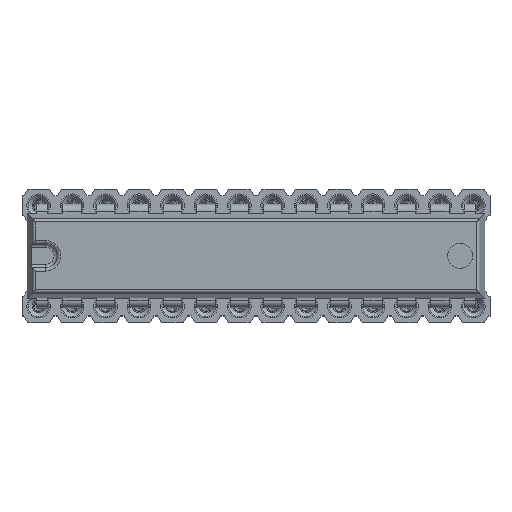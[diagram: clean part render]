
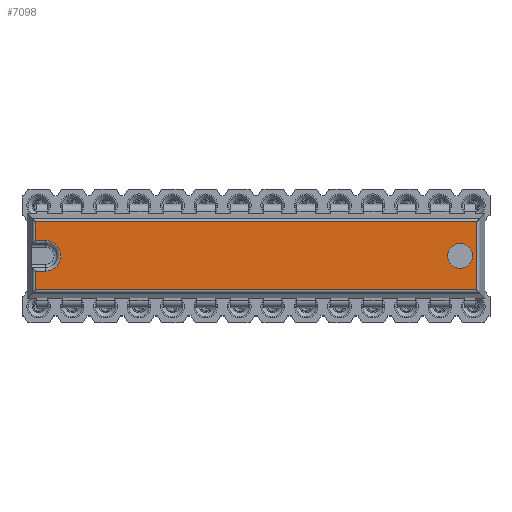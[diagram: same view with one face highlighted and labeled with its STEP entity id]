
A CAD part, top view. The second image highlights one B-rep face of the part: STEP entity #7098.
In plain terms, the highlighted planar face has unit normal (0, 0, 1).
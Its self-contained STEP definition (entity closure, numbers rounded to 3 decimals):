
#7098=ADVANCED_FACE('',(#16494,#16496),#16498,.T.);
#16494=FACE_BOUND('',#16495,.T.);
#16495=EDGE_LOOP('',(#22461,#22462,#22463,#22464,#22465,#22466,#22467,#22468));
#16496=FACE_BOUND('',#16497,.T.);
#16497=EDGE_LOOP('',(#22469));
#16498=PLANE('',#16499);
#16499=AXIS2_PLACEMENT_3D('',#16500,#16501,#16502);
#16500=CARTESIAN_POINT('',(0.,0.,3.9));
#16501=DIRECTION('',(0.,0.,1.));
#16502=DIRECTION('',(1.,0.,0.));
#22461=ORIENTED_EDGE('',*,*,#26207,.T.);
#22462=ORIENTED_EDGE('',*,*,#26215,.T.);
#22463=ORIENTED_EDGE('',*,*,#26213,.T.);
#22464=ORIENTED_EDGE('',*,*,#26212,.T.);
#22465=ORIENTED_EDGE('',*,*,#26198,.T.);
#22466=ORIENTED_EDGE('',*,*,#26196,.T.);
#22467=ORIENTED_EDGE('',*,*,#26194,.T.);
#22468=ORIENTED_EDGE('',*,*,#26210,.T.);
#22469=ORIENTED_EDGE('',*,*,#26216,.T.);
#26194=EDGE_CURVE('',#29725,#29723,#29726,.T.);
#26196=EDGE_CURVE('',#29728,#29725,#29729,.T.);
#26198=EDGE_CURVE('',#29731,#29728,#29732,.T.);
#26207=EDGE_CURVE('',#29745,#29746,#29747,.F.);
#26210=EDGE_CURVE('',#29723,#29745,#29750,.T.);
#26212=EDGE_CURVE('',#29751,#29731,#29753,.T.);
#26213=EDGE_CURVE('',#29754,#29751,#29755,.F.);
#26215=EDGE_CURVE('',#29746,#29754,#29757,.F.);
#26216=EDGE_CURVE('',#29758,#29758,#29759,.F.);
#29723=VERTEX_POINT('',#39453);
#29725=VERTEX_POINT('',#39458);
#29726=LINE('',#39459,#39460);
#29728=VERTEX_POINT('',#39466);
#29729=LINE('',#39467,#39468);
#29731=VERTEX_POINT('',#39474);
#29732=LINE('',#39475,#39476);
#29745=VERTEX_POINT('',#39510);
#29746=VERTEX_POINT('',#39511);
#29747=LINE('',#39512,#39513);
#29750=LINE('',#39523,#39524);
#29751=VERTEX_POINT('',#39526);
#29753=LINE('',#39531,#39532);
#29754=VERTEX_POINT('',#39534);
#29755=LINE('',#39535,#39536);
#29757=CIRCLE('',#39542,1.15);
#29758=VERTEX_POINT('',#39546);
#29759=CIRCLE('',#39547,0.95);
#39453=CARTESIAN_POINT('',(-0.251,6.396,3.9));
#39458=CARTESIAN_POINT('',(33.271,6.396,3.9));
#39459=CARTESIAN_POINT('',(33.271,6.396,3.9));
#39460=VECTOR('',#39461,1.);
#39461=DIRECTION('',(-1.,0.,0.));
#39466=CARTESIAN_POINT('',(33.271,1.224,3.9));
#39467=CARTESIAN_POINT('',(33.271,1.224,3.9));
#39468=VECTOR('',#39469,1.);
#39469=DIRECTION('',(0.,1.,0.));
#39474=CARTESIAN_POINT('',(-0.251,1.224,3.9));
#39475=CARTESIAN_POINT('',(-0.251,1.224,3.9));
#39476=VECTOR('',#39477,1.);
#39477=DIRECTION('',(1.,0.,0.));
#39510=CARTESIAN_POINT('',(-0.251,4.96,3.9));
#39511=CARTESIAN_POINT('',(0.515,4.96,3.9));
#39512=CARTESIAN_POINT('',(0.515,4.96,3.9));
#39513=VECTOR('',#39514,1.);
#39514=DIRECTION('',(-1.,0.,0.));
#39523=CARTESIAN_POINT('',(-0.251,6.396,3.9));
#39524=VECTOR('',#39525,1.);
#39525=DIRECTION('',(0.,-1.,0.));
#39526=CARTESIAN_POINT('',(-0.251,2.66,3.9));
#39531=CARTESIAN_POINT('',(-0.251,2.66,3.9));
#39532=VECTOR('',#39533,1.);
#39533=DIRECTION('',(0.,-1.,0.));
#39534=CARTESIAN_POINT('',(0.515,2.66,3.9));
#39535=CARTESIAN_POINT('',(-0.251,2.66,3.9));
#39536=VECTOR('',#39537,1.);
#39537=DIRECTION('',(1.,0.,0.));
#39542=AXIS2_PLACEMENT_3D('',#39543,#39544,#39545);
#39543=CARTESIAN_POINT('',(0.515,3.81,3.9));
#39544=DIRECTION('',(-0.,0.,1.));
#39545=DIRECTION('',(0.,-1.,0.));
#39546=CARTESIAN_POINT('',(32.97,3.81,3.9));
#39547=AXIS2_PLACEMENT_3D('',#39548,#39549,#39550);
#39548=CARTESIAN_POINT('',(32.02,3.81,3.9));
#39549=DIRECTION('',(0.,0.,1.));
#39550=DIRECTION('',(1.,0.,0.));
